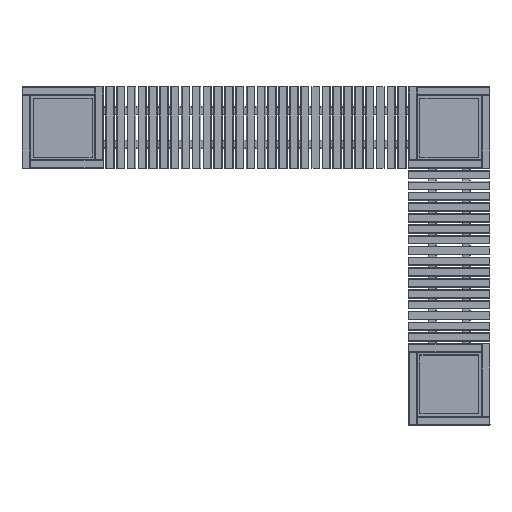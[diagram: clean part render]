
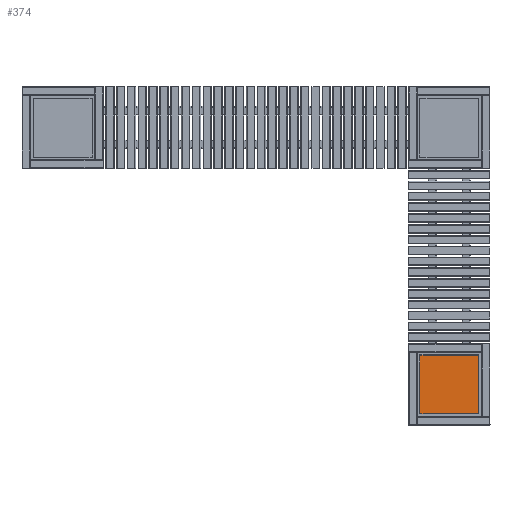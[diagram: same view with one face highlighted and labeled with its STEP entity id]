
A CAD part, top view. The second image highlights one B-rep face of the part: STEP entity #374.
In plain terms, the highlighted planar face has unit normal (0, 0, 1).
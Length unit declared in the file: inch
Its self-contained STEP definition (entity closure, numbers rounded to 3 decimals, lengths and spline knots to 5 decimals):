
#374=ADVANCED_FACE('',(#2277),#29323,.T.);
#2277=FACE_OUTER_BOUND('',#4181,.T.);
#4181=EDGE_LOOP('',(#6242,#6243,#6244,#6245));
#6242=ORIENTED_EDGE('',*,*,#15967,.T.);
#6243=ORIENTED_EDGE('',*,*,#15969,.T.);
#6244=ORIENTED_EDGE('',*,*,#15971,.T.);
#6245=ORIENTED_EDGE('',*,*,#15972,.T.);
#15967=EDGE_CURVE('',#26314,#26313,#22239,.T.);
#15969=EDGE_CURVE('',#26313,#26315,#22241,.T.);
#15971=EDGE_CURVE('',#26315,#26316,#22243,.T.);
#15972=EDGE_CURVE('',#26316,#26314,#22244,.T.);
#22239=B_SPLINE_CURVE_WITH_KNOTS('',1,(#35645,#35646),.UNSPECIFIED.,.F.,
 .F.,(2,2),(0.01232,0.31896),.UNSPECIFIED.);
#22241=B_SPLINE_CURVE_WITH_KNOTS('',1,(#35649,#35650),.UNSPECIFIED.,.F.,
 .F.,(2,2),(0.01264,0.2876),.UNSPECIFIED.);
#22243=B_SPLINE_CURVE_WITH_KNOTS('',1,(#35653,#35654),.UNSPECIFIED.,.F.,
 .F.,(2,2),(0.01232,0.31896),.UNSPECIFIED.);
#22244=B_SPLINE_CURVE_WITH_KNOTS('',1,(#35655,#35656),.UNSPECIFIED.,.F.,
 .F.,(2,2),(0.01264,0.2876),.UNSPECIFIED.);
#26313=VERTEX_POINT('',#35611);
#26314=VERTEX_POINT('',#35612);
#26315=VERTEX_POINT('',#35613);
#26316=VERTEX_POINT('',#35614);
#29323=PLANE('',#30672);
#30672=AXIS2_PLACEMENT_3D('',#35602,#32697,$);
#32697=DIRECTION('',(0.,0.,1.));
#35602=CARTESIAN_POINT('',(2.50998,0.45703,0.01));
#35611=CARTESIAN_POINT('',(2.50998,0.67472,0.01));
#35612=CARTESIAN_POINT('',(2.50998,0.45703,0.01));
#35613=CARTESIAN_POINT('',(2.29248,0.67472,0.01));
#35614=CARTESIAN_POINT('',(2.29248,0.45703,0.01));
#35645=CARTESIAN_POINT('',(2.50998,0.45703,0.01));
#35646=CARTESIAN_POINT('',(2.50998,0.67472,0.01));
#35649=CARTESIAN_POINT('',(2.50998,0.67472,0.01));
#35650=CARTESIAN_POINT('',(2.29248,0.67472,0.01));
#35653=CARTESIAN_POINT('',(2.29248,0.67472,0.01));
#35654=CARTESIAN_POINT('',(2.29248,0.45703,0.01));
#35655=CARTESIAN_POINT('',(2.29248,0.45703,0.01));
#35656=CARTESIAN_POINT('',(2.50998,0.45703,0.01));
